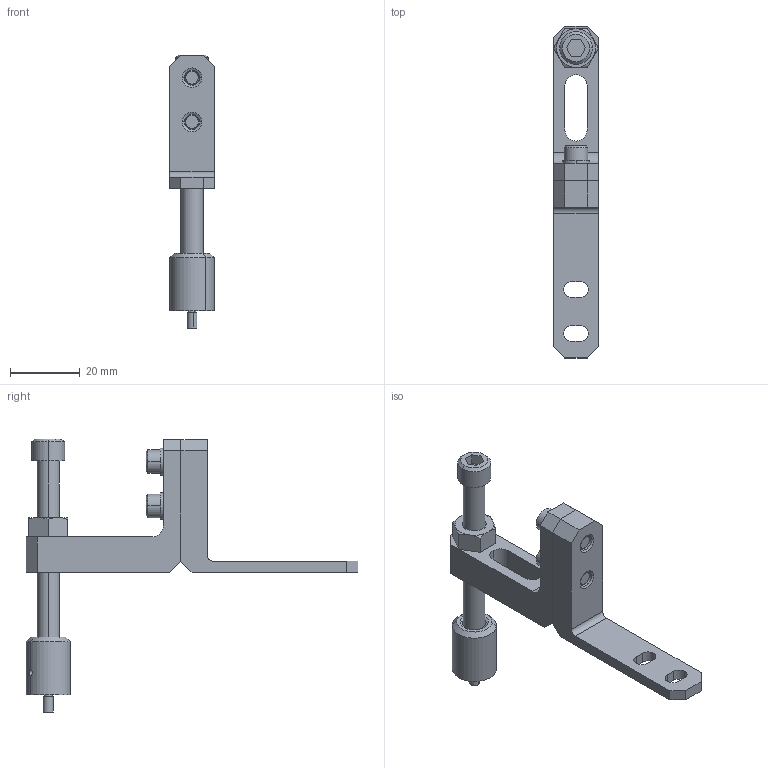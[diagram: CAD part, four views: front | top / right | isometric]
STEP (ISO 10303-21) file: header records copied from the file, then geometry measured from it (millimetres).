
FILE_DESCRIPTION (( 'STEP AP203' ), '1' );
FILE_NAME ('D080728-v2.STEP', '2012-02-22T19:12:33', ( 'Dwayne Giardina' ), ( 'Microsoft' ), 'SwSTEP 2.0', 'SolidWorks 2012', '' );
FILE_SCHEMA (( 'CONFIG_CONTROL_DESIGN' ));
Length unit declared in the file: inch
Products named in the file (14): D080728-v2; Ag-SST_HexNut_HN .25; D080725_Advanced_LIGO_Earthquake_Stop_for_Metal_or_Glass,_2.5_Inch_Glass; D060548_Advanced_LIGO_Fused_Silica_Earthquake_Stop; D060546_Advanced_LIGO_Impact_Absorber_for_Glass_Stops,_Earthquake_Stop; D080724_Advanced_LIGO_Mounting_Cap,_Earthquake_Stop; Helicoil; Rounded_SHCS_RSHCS 0.25-20  X 2.5; D1200318_Advanced_LIGO_SUS_Earthquake_Stop_Adapter,_Upper_Side,_Bottom_Mass; Vented_Flat_Washer_________ FLAT WASHERS NAS 620-C8L  (OR EQUIV.); SST_Socketheadcapscrew_SHCS #8-32  X 0.5; Helicoil_#8-32 X 0.246 LONG; Helicoil_0.25-20 X 0.375 LONG; D070354_Advanced_LIGO_SUS_HLTS_Earthquake_Stop_Bracket,_Short
Assembly tree (13 placements, depth 3):
  D080728-v2
    D070354_Advanced_LIGO_SUS_HLTS_Earthquake_Stop_Bracket,_Short
    Helicoil_0.25-20 X 0.375 LONG
    Helicoil_#8-32 X 0.246 LONG  x2
    SST_Socketheadcapscrew_SHCS #8-32  X 0.5  x2
    Vented_Flat_Washer_________ FLAT WASHERS NAS 620-C8L  (OR EQUIV.)  x2
    D1200318_Advanced_LIGO_SUS_Earthquake_Stop_Adapter,_Upper_Side,_Bottom_Mass
    D080725_Advanced_LIGO_Earthquake_Stop_for_Metal_or_Glass,_2.5_Inch_Glass
      Rounded_SHCS_RSHCS 0.25-20  X 2.5
      D080724_Advanced_LIGO_Mounting_Cap,_Earthquake_Stop
    Ag-SST_HexNut_HN .25
  D060548_Advanced_LIGO_Fused_Silica_Earthquake_Stop
  D060546_Advanced_LIGO_Impact_Absorber_for_Glass_Stops,_Earthquake_Stop
  Helicoil
Bounding box: 12.83 x 95.25 x 78.56 mm (x, y, z)
Volume: 15825 mm3; surface area: 11767.5 mm2
Topology: 12 solids, 12 shells, 202 faces, 475 edges, 298 vertices
Faces by surface type: plane 97, cylinder 64, cone 37, sphere 2, torus 2
Entity records: 6430 total; most frequent: CARTESIAN_POINT 972, DIRECTION 873, ORIENTED_EDGE 786, EDGE_CURVE 393, AXIS2_PLACEMENT_3D 321, VERTEX_POINT 248, VECTOR 231, LINE 231
